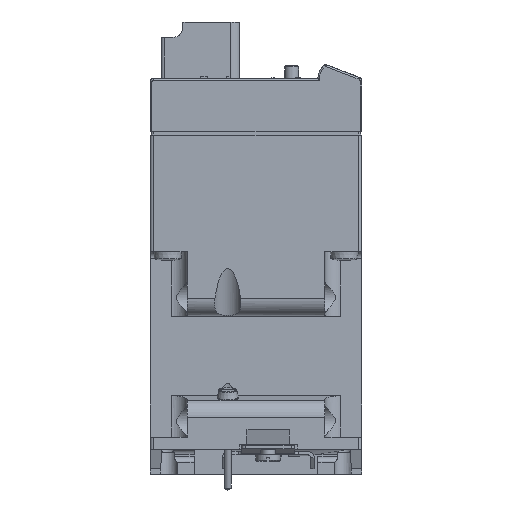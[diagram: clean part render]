
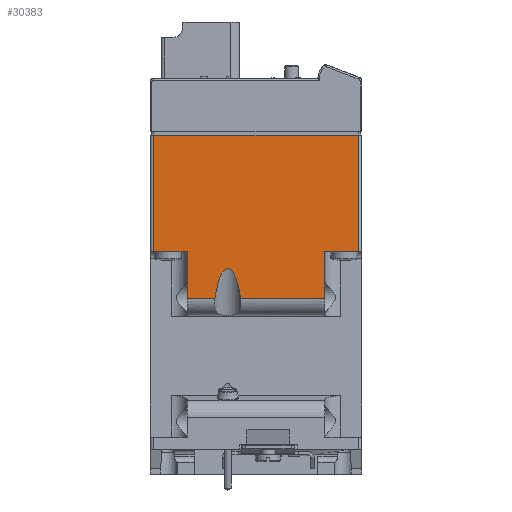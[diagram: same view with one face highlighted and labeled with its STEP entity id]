
A CAD part, front view. The second image highlights one B-rep face of the part: STEP entity #30383.
In plain terms, the highlighted planar face has unit normal (0, -1, 0).
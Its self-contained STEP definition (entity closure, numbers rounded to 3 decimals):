
#11732=ELLIPSE('',#77843,14.512,4.);
#16086=LINE('',#104189,#24011);
#16090=LINE('',#104199,#24015);
#16091=LINE('',#104200,#24016);
#16193=LINE('',#104587,#24118);
#16272=LINE('',#104797,#24197);
#16274=LINE('',#104803,#24199);
#16275=LINE('',#104806,#24200);
#16276=LINE('',#104807,#24201);
#16277=LINE('',#104809,#24202);
#24011=VECTOR('',#86548,1.);
#24015=VECTOR('',#86556,1.);
#24016=VECTOR('',#86557,1.);
#24118=VECTOR('',#86817,1.);
#24197=VECTOR('',#87000,1.);
#24199=VECTOR('',#87006,1.);
#24200=VECTOR('',#87007,1.);
#24201=VECTOR('',#87008,1.);
#24202=VECTOR('',#87009,1.);
#30383=ADVANCED_FACE('NONE',(#36522),#33435,.T.);
#33435=PLANE('',#77985);
#36522=FACE_OUTER_BOUND('',#39845,.T.);
#39845=EDGE_LOOP('',(#49300,#49301,#49302,#49303,#49304,#49305,#49306,#49307,
#49308,#49309));
#49300=ORIENTED_EDGE('',*,*,#70097,.T.);
#49301=ORIENTED_EDGE('',*,*,#70098,.T.);
#49302=ORIENTED_EDGE('',*,*,#69850,.T.);
#49303=ORIENTED_EDGE('',*,*,#69835,.T.);
#49304=ORIENTED_EDGE('',*,*,#69849,.T.);
#49305=ORIENTED_EDGE('',*,*,#69844,.T.);
#49306=ORIENTED_EDGE('',*,*,#69993,.T.);
#49307=ORIENTED_EDGE('',*,*,#70094,.T.);
#49308=ORIENTED_EDGE('',*,*,#70099,.T.);
#49309=ORIENTED_EDGE('',*,*,#70100,.F.);
#62599=VERTEX_POINT('',#104110);
#62600=VERTEX_POINT('',#104111);
#62607=VERTEX_POINT('',#104188);
#62608=VERTEX_POINT('',#104190);
#62612=VERTEX_POINT('',#104201);
#62716=VERTEX_POINT('',#104586);
#62790=VERTEX_POINT('',#104798);
#62792=VERTEX_POINT('',#104804);
#62793=VERTEX_POINT('',#104805);
#62794=VERTEX_POINT('',#104808);
#69835=EDGE_CURVE('NONE',#62599,#62600,#11732,.T.);
#69844=EDGE_CURVE('NONE',#62608,#62607,#16086,.T.);
#69849=EDGE_CURVE('NONE',#62600,#62608,#16090,.T.);
#69850=EDGE_CURVE('NONE',#62612,#62599,#16091,.T.);
#69993=EDGE_CURVE('NONE',#62607,#62716,#16193,.T.);
#70094=EDGE_CURVE('NONE',#62716,#62790,#16272,.T.);
#70097=EDGE_CURVE('NONE',#62792,#62793,#16274,.T.);
#70098=EDGE_CURVE('NONE',#62793,#62612,#16275,.T.);
#70099=EDGE_CURVE('NONE',#62790,#62794,#16276,.T.);
#70100=EDGE_CURVE('NONE',#62792,#62794,#16277,.T.);
#77843=AXIS2_PLACEMENT_3D('',#104109,#86532,#86533);
#77985=AXIS2_PLACEMENT_3D('',#104810,#87010,#87011);
#86532=DIRECTION('',(0.,1.,0.));
#86533=DIRECTION('',(0.,0.,-1.));
#86548=DIRECTION('',(0.,0.,1.));
#86556=DIRECTION('',(1.,0.,0.));
#86557=DIRECTION('',(1.,0.,0.));
#86817=DIRECTION('',(1.,0.,0.));
#87000=DIRECTION('',(0.,0.,1.));
#87006=DIRECTION('',(1.,0.,0.));
#87007=DIRECTION('',(0.,0.,-1.));
#87008=DIRECTION('',(-1.,0.,0.));
#87009=DIRECTION('',(0.,0.,1.));
#87010=DIRECTION('',(0.,-1.,0.));
#87011=DIRECTION('',(1.,0.,0.));
#104109=CARTESIAN_POINT('',(22.,0.,43.647));
#104110=CARTESIAN_POINT('',(18.381,0.,49.828));
#104111=CARTESIAN_POINT('',(25.619,0.,49.828));
#104188=CARTESIAN_POINT('',(49.5,0.,63.));
#104189=CARTESIAN_POINT('',(49.5,0.,20.));
#104190=CARTESIAN_POINT('',(49.5,0.,49.828));
#104199=CARTESIAN_POINT('',(5.985,0.,49.828));
#104200=CARTESIAN_POINT('',(5.985,0.,49.828));
#104201=CARTESIAN_POINT('',(10.5,0.,49.828));
#104586=CARTESIAN_POINT('',(59.,0.,63.));
#104587=CARTESIAN_POINT('',(0.,0.,63.));
#104797=CARTESIAN_POINT('',(59.,0.,20.015));
#104798=CARTESIAN_POINT('',(59.,0.,96.));
#104803=CARTESIAN_POINT('',(0.,0.,63.));
#104804=CARTESIAN_POINT('',(1.,0.,63.));
#104805=CARTESIAN_POINT('',(10.5,0.,63.));
#104806=CARTESIAN_POINT('',(10.5,0.,20.));
#104807=CARTESIAN_POINT('',(0.,0.,96.));
#104808=CARTESIAN_POINT('',(1.,0.,96.));
#104809=CARTESIAN_POINT('',(1.,0.,6.978));
#104810=CARTESIAN_POINT('',(0.,0.,20.));
